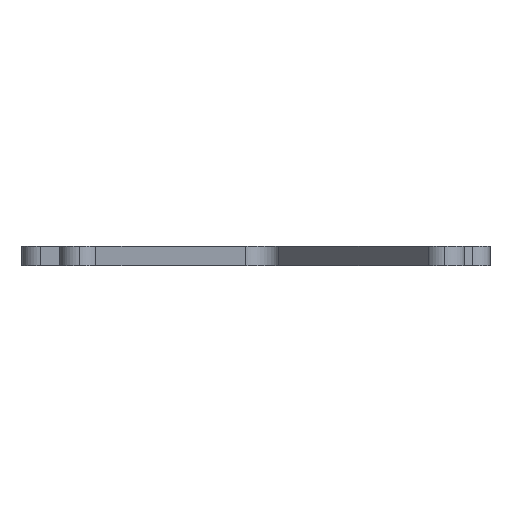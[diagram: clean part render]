
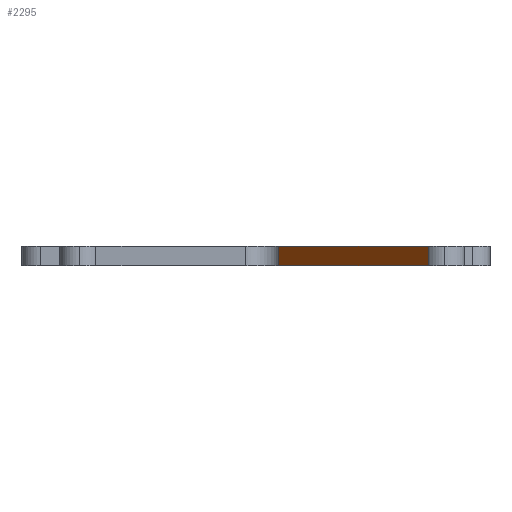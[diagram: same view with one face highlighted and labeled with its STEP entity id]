
A CAD part, left-side view. The second image highlights one B-rep face of the part: STEP entity #2295.
In plain terms, the highlighted planar face has unit normal (-0.574, 0.819, 0).
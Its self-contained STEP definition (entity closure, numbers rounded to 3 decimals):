
#54 = ORIENTED_EDGE ( 'NONE', *, *, #1395, .T. ) ;
#117 = ORIENTED_EDGE ( 'NONE', *, *, #891, .F. ) ;
#202 = VECTOR ( 'NONE', #1236, 1000. ) ;
#360 = LINE ( 'NONE', #954, #2147 ) ;
#506 = LINE ( 'NONE', #1091, #1666 ) ;
#669 = LINE ( 'NONE', #2757, #1824 ) ;
#676 = PLANE ( 'NONE',  #1286 ) ;
#826 = LINE ( 'NONE', #2616, #202 ) ;
#891 = EDGE_CURVE ( 'NONE', #2297, #1646, #669, .T. ) ;
#954 = CARTESIAN_POINT ( 'NONE',  ( -17.097, -2.457, 204.032 ) ) ;
#964 = EDGE_CURVE ( 'NONE', #2297, #2819, #360, .T. ) ;
#1029 = VERTEX_POINT ( 'NONE', #2705 ) ;
#1091 = CARTESIAN_POINT ( 'NONE',  ( -49.352, -25.043, 204.032 ) ) ;
#1145 = DIRECTION ( 'NONE',  ( 0.819, 0.574, 0. ) ) ;
#1195 = DIRECTION ( 'NONE',  ( 0., 0., -1. ) ) ;
#1236 = DIRECTION ( 'NONE',  ( -0.819, -0.574, 0. ) ) ;
#1286 = AXIS2_PLACEMENT_3D ( 'NONE', #2298, #2537, #1145 ) ;
#1395 = EDGE_CURVE ( 'NONE', #2819, #1029, #826, .T. ) ;
#1528 = EDGE_CURVE ( 'NONE', #1646, #1029, #506, .T. ) ;
#1646 = VERTEX_POINT ( 'NONE', #1706 ) ;
#1666 = VECTOR ( 'NONE', #2494, 1000. ) ;
#1703 = FACE_OUTER_BOUND ( 'NONE', #2795, .T. ) ;
#1706 = CARTESIAN_POINT ( 'NONE',  ( -49.352, -25.043, 3. ) ) ;
#1820 = CARTESIAN_POINT ( 'NONE',  ( -17.097, -2.457, 0. ) ) ;
#1824 = VECTOR ( 'NONE', #1841, 1000. ) ;
#1841 = DIRECTION ( 'NONE',  ( -0.819, -0.574, 0. ) ) ;
#1864 = ORIENTED_EDGE ( 'NONE', *, *, #964, .T. ) ;
#2071 = CARTESIAN_POINT ( 'NONE',  ( -17.097, -2.457, 3. ) ) ;
#2147 = VECTOR ( 'NONE', #1195, 1000. ) ;
#2295 = ADVANCED_FACE ( 'NONE', ( #1703 ), #676, .F. ) ;
#2297 = VERTEX_POINT ( 'NONE', #2071 ) ;
#2298 = CARTESIAN_POINT ( 'NONE',  ( -49.352, -25.043, 204.032 ) ) ;
#2320 = ORIENTED_EDGE ( 'NONE', *, *, #1528, .F. ) ;
#2494 = DIRECTION ( 'NONE',  ( 0., 0., -1. ) ) ;
#2537 = DIRECTION ( 'NONE',  ( 0.574, -0.819, 0. ) ) ;
#2616 = CARTESIAN_POINT ( 'NONE',  ( -49.352, -25.043, 0. ) ) ;
#2705 = CARTESIAN_POINT ( 'NONE',  ( -49.352, -25.043, 0. ) ) ;
#2757 = CARTESIAN_POINT ( 'NONE',  ( -49.352, -25.043, 3. ) ) ;
#2795 = EDGE_LOOP ( 'NONE', ( #117, #1864, #54, #2320 ) ) ;
#2819 = VERTEX_POINT ( 'NONE', #1820 ) ;
